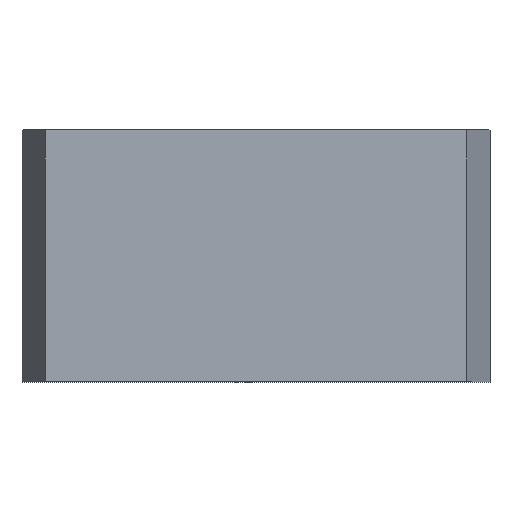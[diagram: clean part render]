
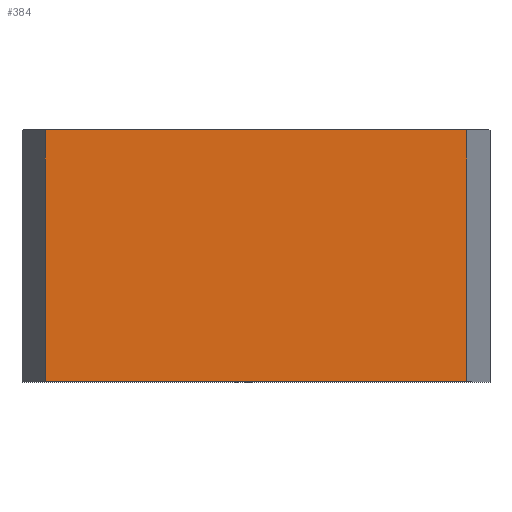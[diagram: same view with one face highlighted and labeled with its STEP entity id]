
A CAD part, top view. The second image highlights one B-rep face of the part: STEP entity #384.
In plain terms, the highlighted planar face has unit normal (0, 0, 1).
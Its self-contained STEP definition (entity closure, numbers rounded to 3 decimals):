
#13=DIRECTION('',(0.,0.,1.));
#43=VECTOR('',#44,1.);
#44=DIRECTION('',(0.,-1.,0.));
#47=DIRECTION('',(1.,0.,0.));
#56=VECTOR('',#47,1.);
#155=VERTEX_POINT('',#156);
#156=CARTESIAN_POINT('',(-0.293,-0.175,0.2));
#161=EDGE_CURVE('',#162,#155,#164,.T.);
#162=VERTEX_POINT('',#163);
#163=CARTESIAN_POINT('',(-0.293,0.175,0.2));
#164=LINE('',#163,#43);
#196=ORIENTED_EDGE('',*,*,#197,.T.);
#197=EDGE_CURVE('',#155,#198,#200,.T.);
#198=VERTEX_POINT('',#199);
#199=CARTESIAN_POINT('',(0.293,-0.175,0.2));
#200=LINE('',#156,#56);
#373=EDGE_CURVE('',#162,#374,#376,.T.);
#374=VERTEX_POINT('',#375);
#375=CARTESIAN_POINT('',(0.293,0.175,0.2));
#376=LINE('',#163,#56);
#384=ADVANCED_FACE('',(#385),#392,.T.);
#385=FACE_BOUND('',#386,.T.);
#386=EDGE_LOOP('',(#387,#196,#388,#391));
#387=ORIENTED_EDGE('',*,*,#161,.T.);
#388=ORIENTED_EDGE('',*,*,#389,.F.);
#389=EDGE_CURVE('',#374,#198,#390,.T.);
#390=LINE('',#375,#43);
#391=ORIENTED_EDGE('',*,*,#373,.F.);
#392=PLANE('',#393);
#393=AXIS2_PLACEMENT_3D('',#163,#13,#47);
